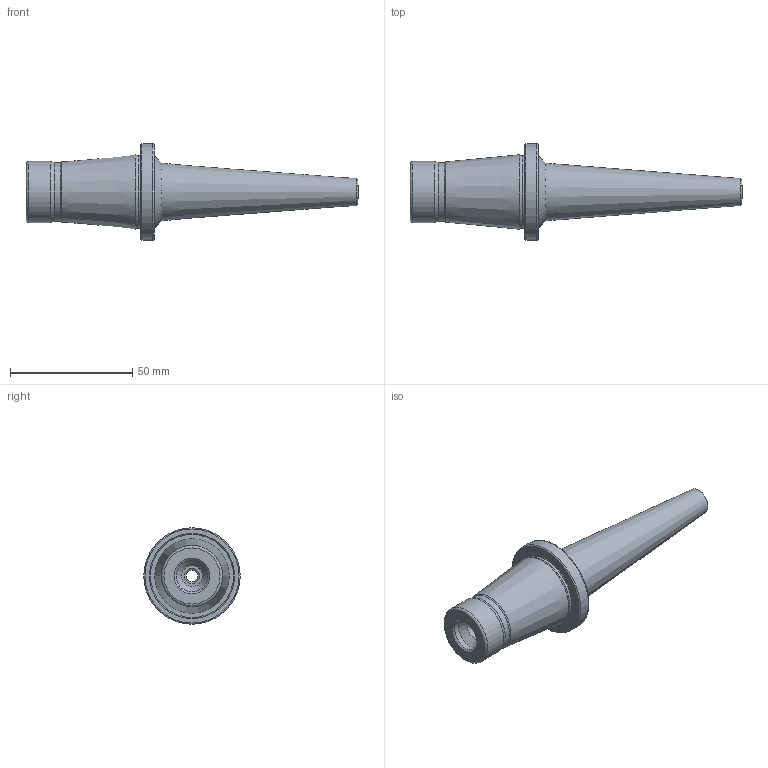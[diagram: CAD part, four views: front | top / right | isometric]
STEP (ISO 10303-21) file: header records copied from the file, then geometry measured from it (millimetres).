
FILE_DESCRIPTION(/* description */ (''),/* implementation_level */ '2;1');
FILE_NAME(/* name */ 'DSF16 SF.1875-3.5.step',/* time_stamp */ '2025-05-02T11:32:45-05:00',/* author */ (''),/* organization */ (''),/* preprocessor_version */ 'ST-DEVELOPER v20.1',/* originating_system */ 'Autodesk Translation Framework v14.4.0.0',/* authorisation */ '');
FILE_SCHEMA (('AUTOMOTIVE_DESIGN { 1 0 10303 214 3 1 1 }'));
Length unit declared in the file: inch
Products named in the file (2): DSF16 Template; DSF16
Assembly tree (1 placements, depth 2):
  DSF16 Template
    DSF16
Bounding box: 135.85 x 39.5 x 39.5 mm (x, y, z)
Volume: 48829.7 mm3; surface area: 13920.6 mm2
Topology: 1 solids, 1 shells, 30 faces, 59 edges, 35 vertices
Faces by surface type: cone 12, cylinder 8, plane 6, torus 4
Full cylindrical faces by diameter (mm): 4.762 x1, 6.286 x1, 8.526 x1, 13 x1, 24 x1, 25 x1, 29.5 x1, 39.5 x1
Entity records: 861 total; most frequent: DIRECTION 164, CARTESIAN_POINT 127, ORIENTED_EDGE 118, AXIS2_PLACEMENT_3D 72, EDGE_CURVE 59, CIRCLE 39, EDGE_LOOP 36, VERTEX_POINT 35
